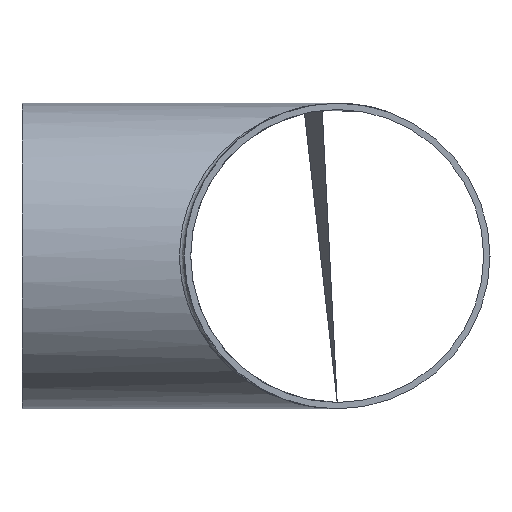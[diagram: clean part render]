
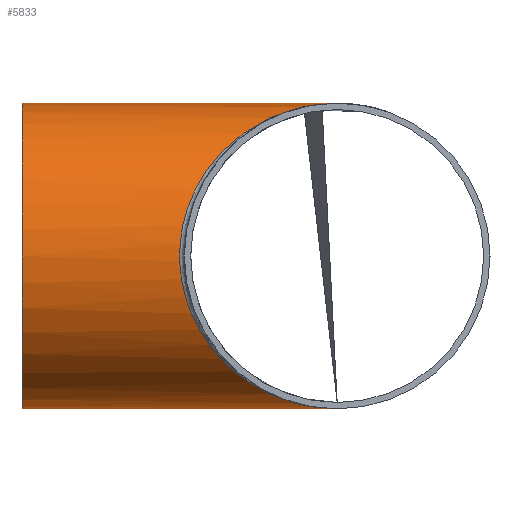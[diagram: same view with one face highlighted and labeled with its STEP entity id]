
A CAD part, left-side view. The second image highlights one B-rep face of the part: STEP entity #5833.
In plain terms, the highlighted cylindrical face has radius 50.8 mm (diameter 101.6 mm), a full revolution.
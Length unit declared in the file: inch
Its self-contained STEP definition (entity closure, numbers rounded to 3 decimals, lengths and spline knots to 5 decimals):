
#83=ELLIPSE('',#6185,2.87296,2.);
#84=ELLIPSE('',#6186,2.87296,2.);
#263=FACE_BOUND('',#1359,.T.);
#1004=FACE_OUTER_BOUND('',#1358,.T.);
#1358=EDGE_LOOP('',(#5446,#5447));
#1359=EDGE_LOOP('',(#5448));
#2300=CIRCLE('',#6195,2.);
#2867=VERTEX_POINT('',#12514);
#2868=VERTEX_POINT('',#12515);
#2876=VERTEX_POINT('',#12644);
#3730=EDGE_CURVE('',#2868,#2867,#83,.T.);
#3731=EDGE_CURVE('',#2867,#2868,#84,.T.);
#3737=EDGE_CURVE('',#2876,#2876,#2300,.T.);
#5446=ORIENTED_EDGE('',*,*,#3731,.F.);
#5447=ORIENTED_EDGE('',*,*,#3730,.F.);
#5448=ORIENTED_EDGE('',*,*,#3737,.T.);
#5492=CYLINDRICAL_SURFACE('',#6194,2.);
#5833=ADVANCED_FACE('',(#1004,#263),#5492,.T.);
#6185=AXIS2_PLACEMENT_3D('',#12579,#7307,#7308);
#6186=AXIS2_PLACEMENT_3D('',#12630,#7309,#7310);
#6194=AXIS2_PLACEMENT_3D('',#12643,#7325,#7326);
#6195=AXIS2_PLACEMENT_3D('',#12645,#7327,#7328);
#7307=DIRECTION('center_axis',(-0.718,-0.696,0.));
#7308=DIRECTION('ref_axis',(-0.696,0.718,0.));
#7309=DIRECTION('center_axis',(0.718,-0.696,0.));
#7310=DIRECTION('ref_axis',(0.696,0.718,0.));
#7325=DIRECTION('center_axis',(0.,-1.,0.));
#7326=DIRECTION('ref_axis',(1.,0.,0.));
#7327=DIRECTION('center_axis',(0.,-1.,0.));
#7328=DIRECTION('ref_axis',(1.,0.,0.));
#12514=CARTESIAN_POINT('',(0.,0.,-2.));
#12515=CARTESIAN_POINT('',(0.,0.,2.));
#12579=CARTESIAN_POINT('Origin',(0.,0.,
0.));
#12630=CARTESIAN_POINT('Origin',(0.,0.,
0.));
#12643=CARTESIAN_POINT('Origin',(0.,4.125,0.));
#12644=CARTESIAN_POINT('',(-2.,4.125,0.));
#12645=CARTESIAN_POINT('Origin',(0.,4.125,0.));
